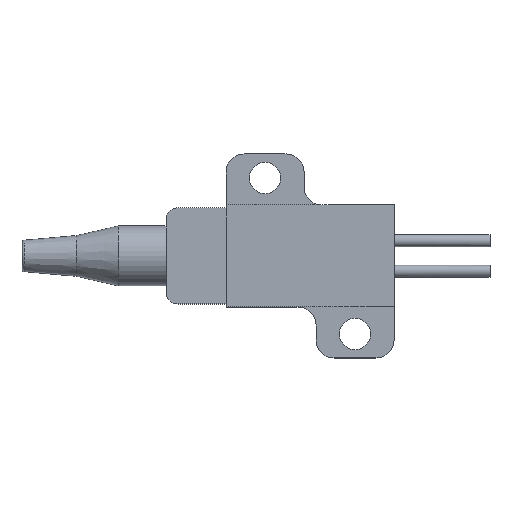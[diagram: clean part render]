
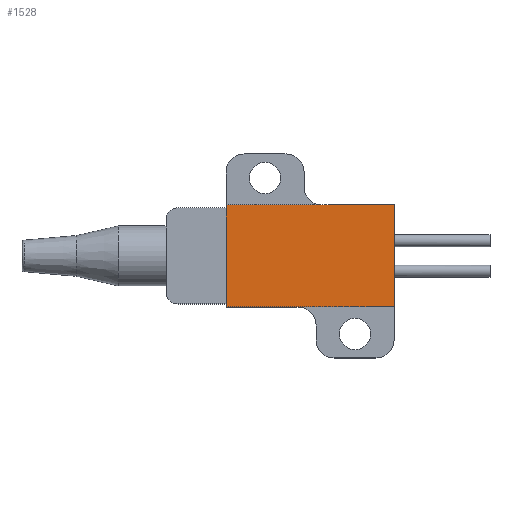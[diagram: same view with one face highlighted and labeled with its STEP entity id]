
A CAD part, top view. The second image highlights one B-rep face of the part: STEP entity #1528.
In plain terms, the highlighted planar face has unit normal (0, 0, 1).
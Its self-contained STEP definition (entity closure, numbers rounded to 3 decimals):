
#24 = VERTEX_POINT ( 'NONE', #925 ) ;
#95 = LINE ( 'NONE', #2265, #2201 ) ;
#98 = CARTESIAN_POINT ( 'NONE',  ( 7.5, 4.25, 6.1 ) ) ;
#114 = CARTESIAN_POINT ( 'NONE',  ( 7.5, 4.25, 6.1 ) ) ;
#247 = PLANE ( 'NONE',  #862 ) ;
#279 = VECTOR ( 'NONE', #2285, 1000. ) ;
#368 = LINE ( 'NONE', #114, #279 ) ;
#459 = EDGE_LOOP ( 'NONE', ( #526, #2387, #1990, #651 ) ) ;
#526 = ORIENTED_EDGE ( 'NONE', *, *, #2203, .F. ) ;
#532 = EDGE_CURVE ( 'NONE', #1398, #24, #2075, .T. ) ;
#639 = DIRECTION ( 'NONE',  ( -1., 0., 0. ) ) ;
#644 = CARTESIAN_POINT ( 'NONE',  ( -6.5, 4.25, 6.1 ) ) ;
#651 = ORIENTED_EDGE ( 'NONE', *, *, #1089, .F. ) ;
#806 = FACE_OUTER_BOUND ( 'NONE', #459, .T. ) ;
#862 = AXIS2_PLACEMENT_3D ( 'NONE', #2414, #2166, #1923 ) ;
#891 = CARTESIAN_POINT ( 'NONE',  ( 7.5, -4.25, 6.1 ) ) ;
#925 = CARTESIAN_POINT ( 'NONE',  ( 7.5, -4.25, 6.1 ) ) ;
#956 = VERTEX_POINT ( 'NONE', #644 ) ;
#1089 = EDGE_CURVE ( 'NONE', #956, #1398, #368, .T. ) ;
#1147 = LINE ( 'NONE', #891, #1862 ) ;
#1200 = CARTESIAN_POINT ( 'NONE',  ( -6.5, -4.25, 6.1 ) ) ;
#1398 = VERTEX_POINT ( 'NONE', #98 ) ;
#1528 = ADVANCED_FACE ( 'NONE', ( #806 ), #247, .T. ) ;
#1576 = DIRECTION ( 'NONE',  ( 0., -1., 0. ) ) ;
#1738 = EDGE_CURVE ( 'NONE', #24, #2149, #1147, .T. ) ;
#1826 = CARTESIAN_POINT ( 'NONE',  ( 7.5, -4.25, 6.1 ) ) ;
#1862 = VECTOR ( 'NONE', #639, 1000. ) ;
#1923 = DIRECTION ( 'NONE',  ( 1., 0., 0. ) ) ;
#1990 = ORIENTED_EDGE ( 'NONE', *, *, #532, .F. ) ;
#2021 = DIRECTION ( 'NONE',  ( 0., 1., 0. ) ) ;
#2075 = LINE ( 'NONE', #1826, #2091 ) ;
#2091 = VECTOR ( 'NONE', #1576, 1000. ) ;
#2149 = VERTEX_POINT ( 'NONE', #1200 ) ;
#2166 = DIRECTION ( 'NONE',  ( 0., 0., 1. ) ) ;
#2201 = VECTOR ( 'NONE', #2021, 1000. ) ;
#2203 = EDGE_CURVE ( 'NONE', #2149, #956, #95, .T. ) ;
#2265 = CARTESIAN_POINT ( 'NONE',  ( -6.5, -4.25, 6.1 ) ) ;
#2285 = DIRECTION ( 'NONE',  ( 1., 0., 0. ) ) ;
#2387 = ORIENTED_EDGE ( 'NONE', *, *, #1738, .F. ) ;
#2414 = CARTESIAN_POINT ( 'NONE',  ( 0.5, 0., 6.1 ) ) ;
